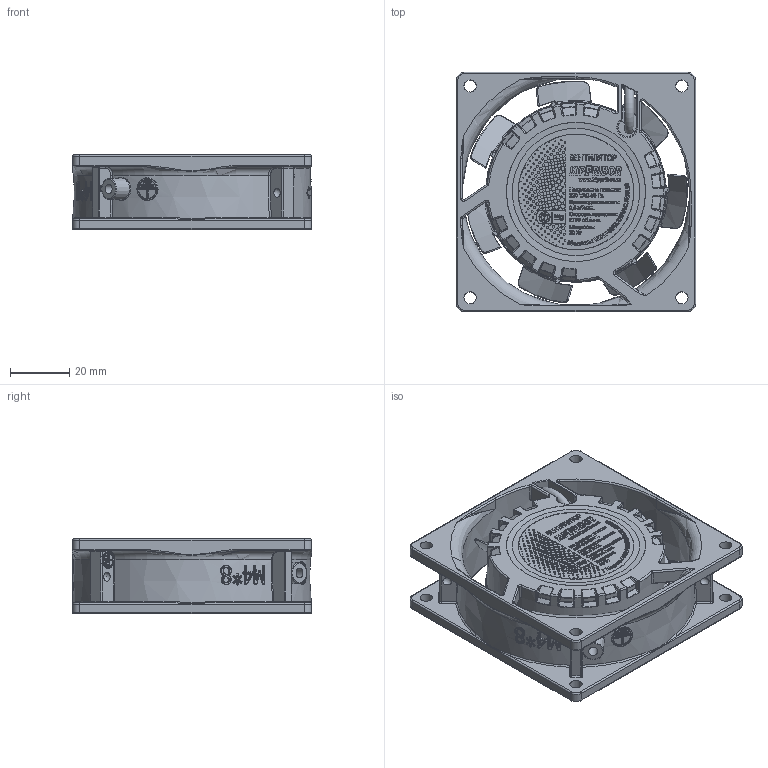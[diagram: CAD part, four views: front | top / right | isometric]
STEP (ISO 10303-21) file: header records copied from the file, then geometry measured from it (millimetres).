
FILE_DESCRIPTION(/* description */ (''),/* implementation_level */ '2;1');
FILE_NAME(/* name */ 'VENT-8025.220VAC.7MSHB Вентилятор в сборе.stp',/* time_stamp */ '2024-09-05T17:09:40+07:00',/* author */ ('YURY_'),/* organization */ (''),/* preprocessor_version */ 'ST-DEVELOPER v18.1',/* originating_system */ 'Autodesk Inventor 2021',/* authorisation */ '');
FILE_SCHEMA (('AUTOMOTIVE_DESIGN { 1 0 10303 214 3 1 1 }'));
Length unit declared in the file: millimetre
Products named in the file (8): VENT-8025.220VAC.7MSHB Вентилятор 
в сборе; Корпус VENT-8025.220VAC.7MS
HB; Короб штекера 
VENT-8025.220VAC.7MSHB; Винт 2.M3-6gx9 ГОСТ 
17475-80; Планка штекера; Провод VENT-8025.220VAC.7MS
HB; Крыльчатка VENT
-8025.220VAC.7MSHB; Наклейка VENT-8025.22
0VAC.7MSHB
Assembly tree (8 placements, depth 2):
  VENT-8025.220VAC.7MSHB Вентилятор 
в сборе
    Корпус VENT-8025.220VAC.7MS
HB
    Короб штекера 
VENT-8025.220VAC.7MSHB
    Винт 2.M3-6gx9 ГОСТ 
17475-80
    Планка штекера  x2
    Провод VENT-8025.220VAC.7MS
HB
    Крыльчатка VENT
-8025.220VAC.7MSHB
    Наклейка VENT-8025.22
0VAC.7MSHB
Bounding box: 80.7 x 80.7 x 25.36 mm (x, y, z)
Volume: 100253.8 mm3; surface area: 46112.5 mm2
Topology: 8 solids, 8 shells, 5730 faces, 14259 edges, 8918 vertices
Faces by surface type: bspline 2700, plane 1943, cylinder 628, torus 275, sphere 114, cone 70
Full cylindrical faces by diameter (mm): 1 x2, 2.146 x1, 2.5 x1, 3 x1, 3.2 x1, 3.242 x1, 4.1 x8, 4.8 x2, 5.4 x2, 5.6 x1, 7.5 x1, 39 x1, 58 x1, 60 x1
Entity records: 214730 total; most frequent: CARTESIAN_POINT 95975, ORIENTED_EDGE 28180, DIRECTION 17263, EDGE_CURVE 14090, VERTEX_POINT 8872, LINE 6333, VECTOR 6333, EDGE_LOOP 6210
